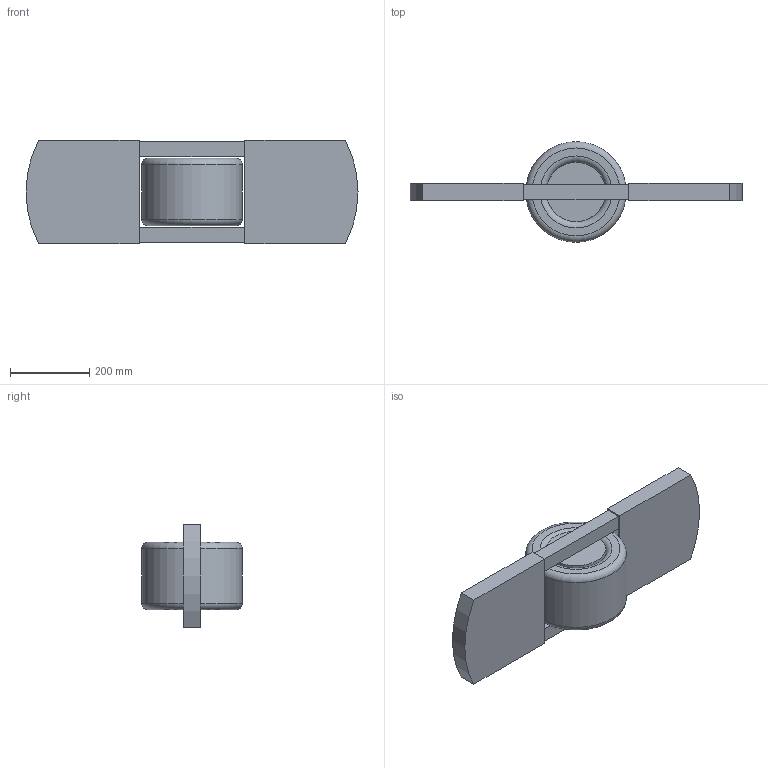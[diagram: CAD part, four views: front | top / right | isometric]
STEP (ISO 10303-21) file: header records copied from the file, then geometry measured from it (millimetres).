
FILE_DESCRIPTION (( 'STEP AP214' ), '1' );
FILE_NAME ('Onewheel.STEP', '2021-10-06T23:52:38', ( '' ), ( '' ), 'SwSTEP 2.0', 'SolidWorks 2020', '' );
FILE_SCHEMA (( 'AUTOMOTIVE_DESIGN' ));
Length unit declared in the file: inch
Products named in the file (5): Onewheel; Enclosure; Wheel; Frame Sides; Hub motor
Assembly tree (6 placements, depth 2):
  Onewheel
    Frame Sides  x2
    Enclosure  x2
    Wheel
    Hub motor
Bounding box: 839.06 x 254 x 260.35 mm (x, y, z)
Volume: 12492107.3 mm3; surface area: 1265090.5 mm2
Topology: 6 solids, 6 shells, 52 faces, 106 edges, 68 vertices
Faces by surface type: plane 36, cylinder 8, torus 8
Entity records: 1154 total; most frequent: DIRECTION 188, CARTESIAN_POINT 158, ORIENTED_EDGE 140, AXIS2_PLACEMENT_3D 74, EDGE_CURVE 70, VERTEX_POINT 44, LINE 40, VECTOR 40
